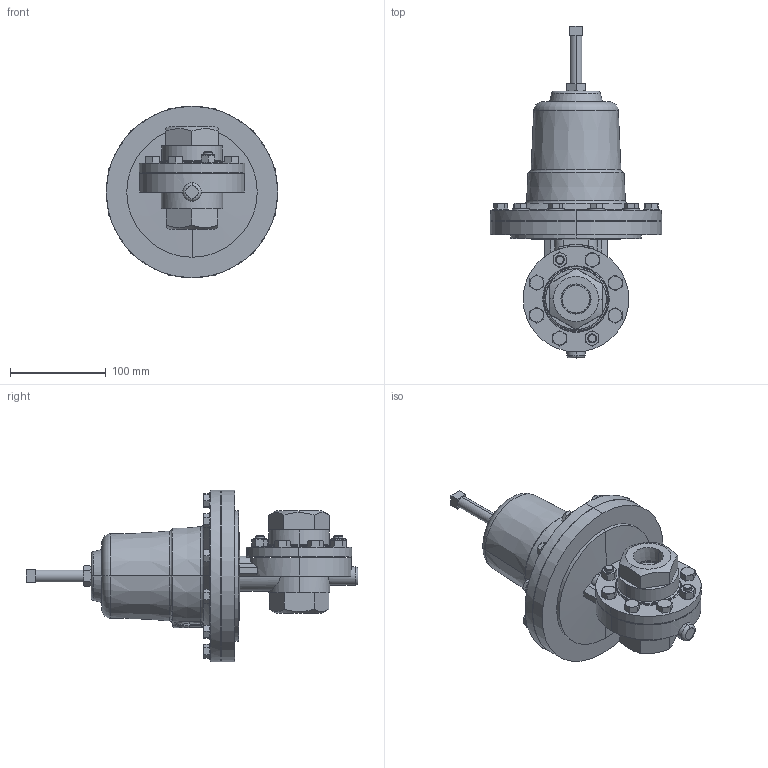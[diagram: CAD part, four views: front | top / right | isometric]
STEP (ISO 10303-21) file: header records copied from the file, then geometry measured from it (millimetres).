
FILE_DESCRIPTION (( 'STEP AP203' ), '1' );
FILE_NAME ('60-100-DI-PT.STEP', '2017-07-11T13:11:03', ( '' ), ( '' ), 'SwSTEP 2.0', 'SolidWorks 2014', '' );
FILE_SCHEMA (( 'CONFIG_CONTROL_DESIGN' ));
Length unit declared in the file: inch
Products named in the file (2): 60-100-DI-PT
Bounding box: 179.32 x 347.32 x 179.32 mm (x, y, z)
Volume: 2100877.1 mm3; surface area: 186697.8 mm2
Topology: 1 solids, 1 shells, 613 faces, 1468 edges, 904 vertices
Faces by surface type: plane 260, cone 169, cylinder 112, bspline 47, torus 23, sphere 2
Entity records: 26893 total; most frequent: CARTESIAN_POINT 13057, ORIENTED_EDGE 2936, DIRECTION 2697, EDGE_CURVE 1468, AXIS2_PLACEMENT_3D 1096, VERTEX_POINT 904, EDGE_LOOP 698, FACE_OUTER_BOUND 613
